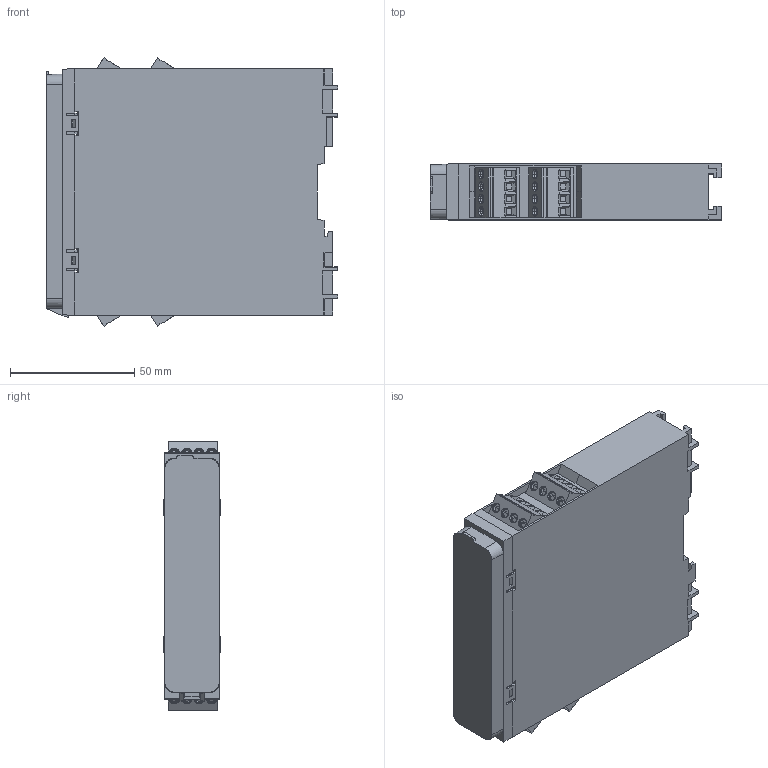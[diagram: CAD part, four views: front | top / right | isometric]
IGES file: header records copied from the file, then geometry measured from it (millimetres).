
Start section: SolidWorks IGES file using analytic representation for surfaces
Global section: file name: HR6S-[AF1P][AK1P][S1P].IGS; native system: SolidWorks 2019; preprocessor: SolidWorks 2019; author: 1003660; date: 201113.141414; units: millimetre
Bounding box: 117.2 x 22.62 x 108.03 mm (x, y, z)
Surface area: 40717.7 mm2 (no closed solid volume)
Topology: 0 solids, 0 shells, 784 faces, 8170 edges, 8170 vertices
Faces by surface type: bspline 612, revolution 172
